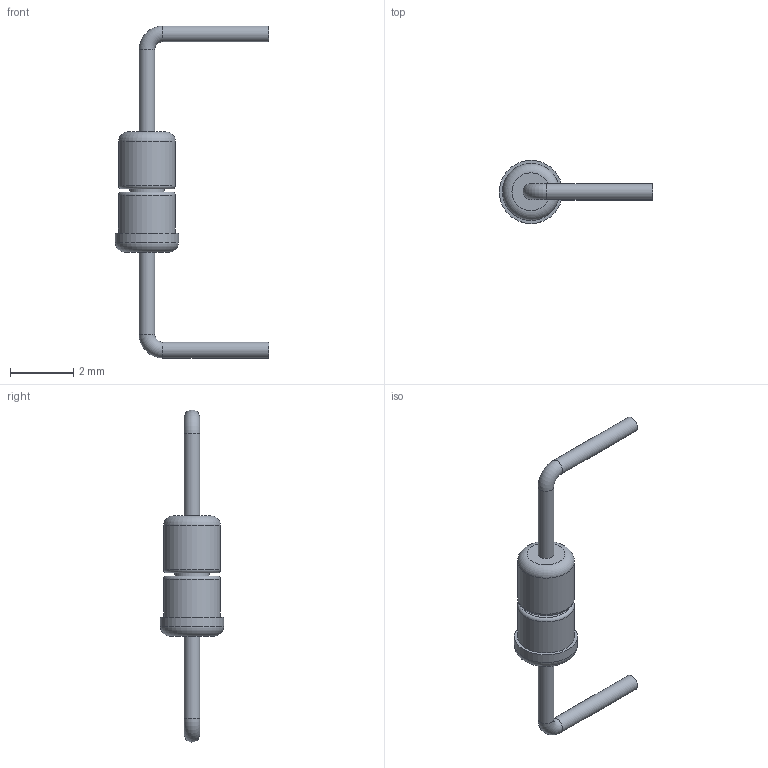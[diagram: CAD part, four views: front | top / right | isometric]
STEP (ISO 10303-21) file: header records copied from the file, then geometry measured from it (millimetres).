
FILE_DESCRIPTION(/* description */ (''),/* implementation_level */ '2;1');
FILE_NAME(/* name */ 'AXIAL10D-TR_1.stp',/* time_stamp */ '2023-09-26T09:52:25+03:00',/* author */ ('Sandman'),/* organization */ (''),/* preprocessor_version */ 'ST-DEVELOPER v18.1',/* originating_system */ 'Autodesk Inventor 2021',/* authorisation */ '');
FILE_SCHEMA (('AUTOMOTIVE_DESIGN { 1 0 10303 214 3 1 1 }'));
Length unit declared in the file: millimetre
Products named in the file (3): diode zener_1; Solid1; Solid2
Assembly tree (2 placements, depth 2):
  diode zener_1
    Solid1
    Solid2
Bounding box: 4.85 x 2 x 10.5 mm (x, y, z)
Volume: 12.3 mm3; surface area: 51 mm2
Topology: 3 solids, 3 shells, 23 faces, 38 edges, 24 vertices
Faces by surface type: plane 9, cylinder 8, torus 6
Full cylindrical faces by diameter (mm): 0.5 x4, 1.1 x1, 1.8 x2, 2 x1
Entity records: 704 total; most frequent: DIRECTION 124, CARTESIAN_POINT 90, ORIENTED_EDGE 76, AXIS2_PLACEMENT_3D 58, EDGE_CURVE 38, CIRCLE 30, EDGE_LOOP 26, STYLED_ITEM 26
